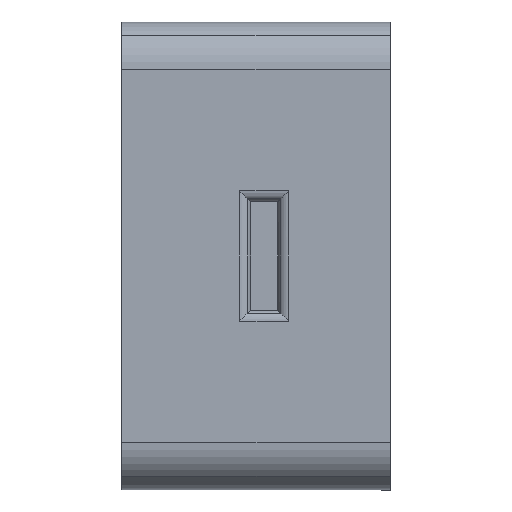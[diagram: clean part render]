
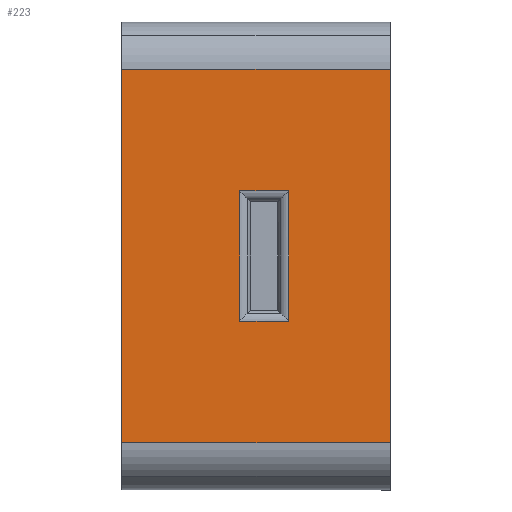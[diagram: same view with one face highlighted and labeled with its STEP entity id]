
A CAD part, left-side view. The second image highlights one B-rep face of the part: STEP entity #223.
In plain terms, the highlighted planar face has unit normal (-1, 0, 0).
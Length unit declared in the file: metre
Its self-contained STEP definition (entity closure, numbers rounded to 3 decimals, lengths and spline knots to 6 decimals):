
#223=ADVANCED_FACE('9:1700',(#714,#715),#716,.T.);
#714=FACE_OUTER_BOUND('',#1389,.T.);
#715=FACE_BOUND('',#1390,.T.);
#716=PLANE('',#1391);
#1389=EDGE_LOOP('',(#3691,#3692,#3693,#3694));
#1390=EDGE_LOOP('',(#3695,#3696,#3697,#3698));
#1391=AXIS2_PLACEMENT_3D('',#3699,#3700,#3701);
#3691=ORIENTED_EDGE('',*,*,#5322,.F.);
#3692=ORIENTED_EDGE('',*,*,#5595,.T.);
#3693=ORIENTED_EDGE('',*,*,#5616,.F.);
#3694=ORIENTED_EDGE('',*,*,#5572,.T.);
#3695=ORIENTED_EDGE('',*,*,#5617,.T.);
#3696=ORIENTED_EDGE('',*,*,#5290,.F.);
#3697=ORIENTED_EDGE('',*,*,#5287,.F.);
#3698=ORIENTED_EDGE('',*,*,#5284,.F.);
#3699=CARTESIAN_POINT('',(-0.01923,0.039064,0.021274));
#3700=DIRECTION('',(-1.0,0.,0.));
#3701=DIRECTION('',(0.,0.,-1.0));
#5284=EDGE_CURVE('3:15409',#6247,#6249,#6250,.T.);
#5287=EDGE_CURVE('3:15164',#6249,#6254,#6255,.T.);
#5290=EDGE_CURVE('3:15350',#6254,#6259,#6260,.T.);
#5322=EDGE_CURVE('1:585',#6319,#6321,#6322,.T.);
#5572=EDGE_CURVE('1:226',#6740,#6321,#6741,.F.);
#5595=EDGE_CURVE('1:229',#6319,#6772,#6774,.T.);
#5616=EDGE_CURVE('1:549',#6740,#6772,#6811,.T.);
#5617=EDGE_CURVE('3:13601',#6247,#6259,#6812,.T.);
#6247=VERTEX_POINT('',#7683);
#6249=VERTEX_POINT('',#7685);
#6250=LINE('',#7686,#7687);
#6254=VERTEX_POINT('',#7692);
#6255=LINE('',#7693,#7694);
#6259=VERTEX_POINT('',#7699);
#6260=LINE('',#7700,#7701);
#6319=VERTEX_POINT('',#7775);
#6321=VERTEX_POINT('',#7777);
#6322=LINE('',#7778,#7779);
#6740=VERTEX_POINT('',#8467);
#6741=LINE('',#8468,#8469);
#6772=VERTEX_POINT('',#8510);
#6774=LINE('',#8512,#8513);
#6811=LINE('',#8568,#8569);
#6812=LINE('',#8570,#8571);
#7683=CARTESIAN_POINT('',(-0.01923,0.014464,0.030874));
#7685=CARTESIAN_POINT('',(-0.01923,0.021664,0.030874));
#7686=CARTESIAN_POINT('',(-0.01923,0.029564,0.030874));
#7687=VECTOR('',#9816,1.0);
#7692=CARTESIAN_POINT('',(-0.01923,0.021664,0.011674));
#7693=CARTESIAN_POINT('',(-0.01923,0.021664,0.021274));
#7694=VECTOR('',#9821,1.0);
#7699=CARTESIAN_POINT('',(-0.01923,0.014464,0.011674));
#7700=CARTESIAN_POINT('',(-0.01923,0.029564,0.011674));
#7701=VECTOR('',#9826,1.0);
#7775=CARTESIAN_POINT('',(-0.01923,0.039064,0.048774));
#7777=CARTESIAN_POINT('',(-0.01923,-0.000536,0.048774));
#7778=CARTESIAN_POINT('',(-0.01923,0.039064,0.048774));
#7779=VECTOR('',#9890,1.0);
#8467=CARTESIAN_POINT('',(-0.01923,-0.000536,-0.006226));
#8468=CARTESIAN_POINT('',(-0.01923,-0.000536,0.021274));
#8469=VECTOR('',#10146,1.0);
#8510=CARTESIAN_POINT('',(-0.01923,0.039064,-0.006226));
#8512=CARTESIAN_POINT('',(-0.01923,0.039064,0.021274));
#8513=VECTOR('',#10193,1.0);
#8568=CARTESIAN_POINT('',(-0.01923,0.039064,-0.006226));
#8569=VECTOR('',#10218,1.0);
#8570=CARTESIAN_POINT('',(-0.01923,0.014464,0.021274));
#8571=VECTOR('',#10219,1.0);
#9816=DIRECTION('',(0.,1.0,0.));
#9821=DIRECTION('',(0.,0.,-1.0));
#9826=DIRECTION('',(0.,-1.0,0.));
#9890=DIRECTION('',(0.,-1.0,0.));
#10146=DIRECTION('',(0.,0.,-1.0));
#10193=DIRECTION('',(0.,0.,-1.0));
#10218=DIRECTION('',(0.0,1.0,0.));
#10219=DIRECTION('',(0.,0.,-1.0));
